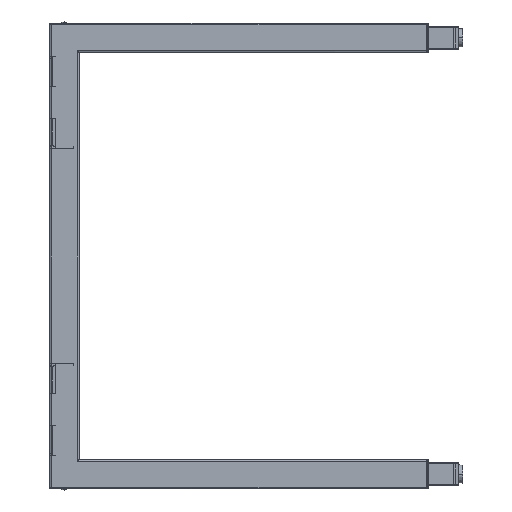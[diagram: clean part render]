
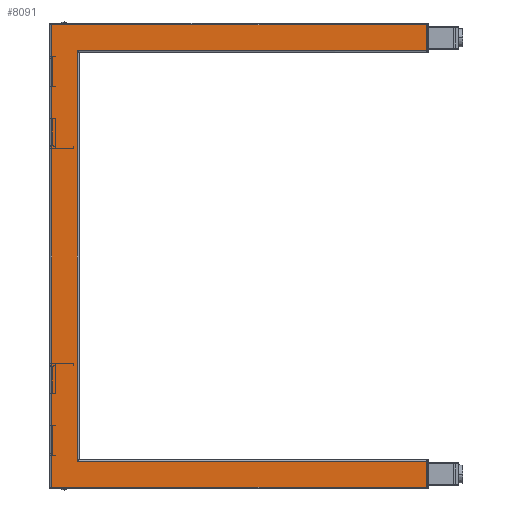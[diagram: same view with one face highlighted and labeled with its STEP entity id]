
A CAD part, left-side view. The second image highlights one B-rep face of the part: STEP entity #8091.
In plain terms, the highlighted planar face has unit normal (-1, 0, 0).
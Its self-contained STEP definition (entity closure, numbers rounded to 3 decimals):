
#694 = DIRECTION ( 'NONE',  ( 0., 0., -1. ) ) ;
#812 = VERTEX_POINT ( 'NONE', #34023 ) ;
#1472 = EDGE_CURVE ( 'NONE', #812, #24433, #39858, .T. ) ;
#1647 = EDGE_CURVE ( 'NONE', #40241, #35716, #33548, .T. ) ;
#2449 = VECTOR ( 'NONE', #694, 1000. ) ;
#2967 = DIRECTION ( 'NONE',  ( 0., 0., -1. ) ) ;
#3018 = ORIENTED_EDGE ( 'NONE', *, *, #47841, .F. ) ;
#3079 = CARTESIAN_POINT ( 'NONE',  ( -997.5, 62., 394.5 ) ) ;
#3613 = CARTESIAN_POINT ( 'NONE',  ( -997.5, 702., -394.5 ) ) ;
#4310 = DIRECTION ( 'NONE',  ( 0., 0., -1. ) ) ;
#4703 = VECTOR ( 'NONE', #46140, 1000. ) ;
#4935 = VECTOR ( 'NONE', #20342, 1000. ) ;
#8091 = ADVANCED_FACE ( 'NONE', ( #15147 ), #25128, .F. ) ;
#9165 = VERTEX_POINT ( 'NONE', #38369 ) ;
#10692 = LINE ( 'NONE', #19210, #34970 ) ;
#10804 = CARTESIAN_POINT ( 'NONE',  ( -997.5, 62., 350.5 ) ) ;
#11585 = ORIENTED_EDGE ( 'NONE', *, *, #28065, .T. ) ;
#11749 = CARTESIAN_POINT ( 'NONE',  ( -997.5, 658., -350.5 ) ) ;
#13137 = CARTESIAN_POINT ( 'NONE',  ( -997.5, 705., -394.5 ) ) ;
#13534 = LINE ( 'NONE', #20586, #4935 ) ;
#13975 = CARTESIAN_POINT ( 'NONE',  ( -997.5, 705., -350.5 ) ) ;
#14259 = LINE ( 'NONE', #18620, #15294 ) ;
#14660 = CARTESIAN_POINT ( 'NONE',  ( -997.5, 705., 350.5 ) ) ;
#15147 = FACE_OUTER_BOUND ( 'NONE', #19789, .T. ) ;
#15152 = VERTEX_POINT ( 'NONE', #32263 ) ;
#15294 = VECTOR ( 'NONE', #29063, 1000. ) ;
#15613 = EDGE_CURVE ( 'NONE', #812, #15783, #13534, .T. ) ;
#15783 = VERTEX_POINT ( 'NONE', #10804 ) ;
#16733 = ORIENTED_EDGE ( 'NONE', *, *, #39767, .F. ) ;
#17124 = VECTOR ( 'NONE', #2967, 1000. ) ;
#17522 = VECTOR ( 'NONE', #25152, 1000. ) ;
#18090 = DIRECTION ( 'NONE',  ( 0., 0., -1. ) ) ;
#18179 = LINE ( 'NONE', #29319, #44621 ) ;
#18620 = CARTESIAN_POINT ( 'NONE',  ( -997.5, 62., 350.5 ) ) ;
#19159 = LINE ( 'NONE', #38072, #2449 ) ;
#19210 = CARTESIAN_POINT ( 'NONE',  ( -997.5, 705., 394.5 ) ) ;
#19486 = AXIS2_PLACEMENT_3D ( 'NONE', #14660, #43561, #18090 ) ;
#19789 = EDGE_LOOP ( 'NONE', ( #16733, #11585, #29702, #31566, #3018, #45693, #35725, #30951 ) ) ;
#20342 = DIRECTION ( 'NONE',  ( 0., -1., 0. ) ) ;
#20586 = CARTESIAN_POINT ( 'NONE',  ( -997.5, 705., 350.5 ) ) ;
#21420 = CARTESIAN_POINT ( 'NONE',  ( -997.5, 658., 457.855 ) ) ;
#21626 = EDGE_CURVE ( 'NONE', #15152, #35716, #18179, .T. ) ;
#24433 = VERTEX_POINT ( 'NONE', #11749 ) ;
#24949 = EDGE_CURVE ( 'NONE', #15783, #30923, #14259, .T. ) ;
#25128 = PLANE ( 'NONE',  #19486 ) ;
#25152 = DIRECTION ( 'NONE',  ( 0., -1., 0. ) ) ;
#28065 = EDGE_CURVE ( 'NONE', #9165, #40241, #19159, .T. ) ;
#29063 = DIRECTION ( 'NONE',  ( 0., 0., 1. ) ) ;
#29319 = CARTESIAN_POINT ( 'NONE',  ( -997.5, 62., -350.5 ) ) ;
#29702 = ORIENTED_EDGE ( 'NONE', *, *, #1647, .T. ) ;
#30923 = VERTEX_POINT ( 'NONE', #3079 ) ;
#30951 = ORIENTED_EDGE ( 'NONE', *, *, #24949, .T. ) ;
#31566 = ORIENTED_EDGE ( 'NONE', *, *, #21626, .F. ) ;
#32263 = CARTESIAN_POINT ( 'NONE',  ( -997.5, 62., -350.5 ) ) ;
#32572 = CARTESIAN_POINT ( 'NONE',  ( -997.5, 62., -394.5 ) ) ;
#33548 = LINE ( 'NONE', #13137, #4703 ) ;
#34023 = CARTESIAN_POINT ( 'NONE',  ( -997.5, 658., 350.5 ) ) ;
#34970 = VECTOR ( 'NONE', #36672, 1000. ) ;
#35716 = VERTEX_POINT ( 'NONE', #32572 ) ;
#35725 = ORIENTED_EDGE ( 'NONE', *, *, #15613, .T. ) ;
#36672 = DIRECTION ( 'NONE',  ( 0., -1., 0. ) ) ;
#38072 = CARTESIAN_POINT ( 'NONE',  ( -997.5, 702., 457.855 ) ) ;
#38369 = CARTESIAN_POINT ( 'NONE',  ( -997.5, 702., 394.5 ) ) ;
#39767 = EDGE_CURVE ( 'NONE', #9165, #30923, #10692, .T. ) ;
#39858 = LINE ( 'NONE', #21420, #17124 ) ;
#40241 = VERTEX_POINT ( 'NONE', #3613 ) ;
#43561 = DIRECTION ( 'NONE',  ( 1., 0., 0. ) ) ;
#44621 = VECTOR ( 'NONE', #4310, 1000. ) ;
#45693 = ORIENTED_EDGE ( 'NONE', *, *, #1472, .F. ) ;
#46140 = DIRECTION ( 'NONE',  ( 0., -1., 0. ) ) ;
#47232 = LINE ( 'NONE', #13975, #17522 ) ;
#47841 = EDGE_CURVE ( 'NONE', #24433, #15152, #47232, .T. ) ;
